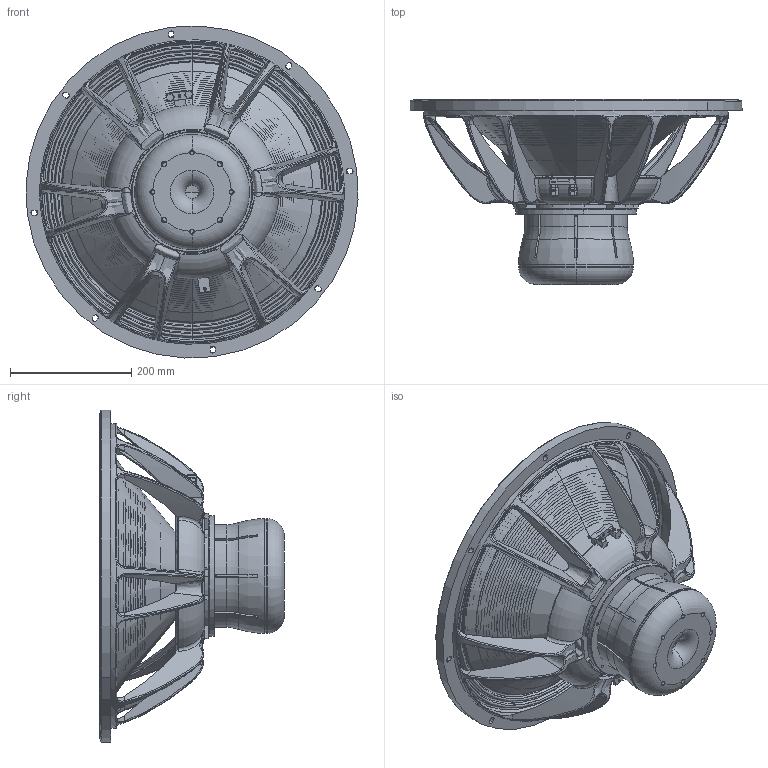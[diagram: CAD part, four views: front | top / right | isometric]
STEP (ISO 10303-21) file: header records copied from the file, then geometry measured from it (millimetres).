
FILE_DESCRIPTION (( 'STEP AP203' ), '1' );
FILE_NAME ('21XRX8-347A 3D .STEP', '2023-10-31T10:09:25', ( '' ), ( '' ), 'SwSTEP 2.0', 'SolidWorks 2020', '' );
FILE_SCHEMA (( 'CONFIG_CONTROL_DESIGN' ));
Length unit declared in the file: millimetre
Products named in the file (1): 21XRX8-347A 3D 
Bounding box: 548.48 x 305.4 x 548.48 mm (x, y, z)
Volume: 4798345.6 mm3; surface area: 2082378.9 mm2
Topology: 36 solids, 36 shells, 1405 faces, 3637 edges, 2244 vertices
Faces by surface type: cylinder 488, plane 364, bspline 226, torus 175, sphere 84, cone 68
Entity records: 98110 total; most frequent: CARTESIAN_POINT 64812, ORIENTED_EDGE 7166, DIRECTION 6730, EDGE_CURVE 3583, AXIS2_PLACEMENT_3D 2753, VERTEX_POINT 2226, EDGE_LOOP 1619, CIRCLE 1573
